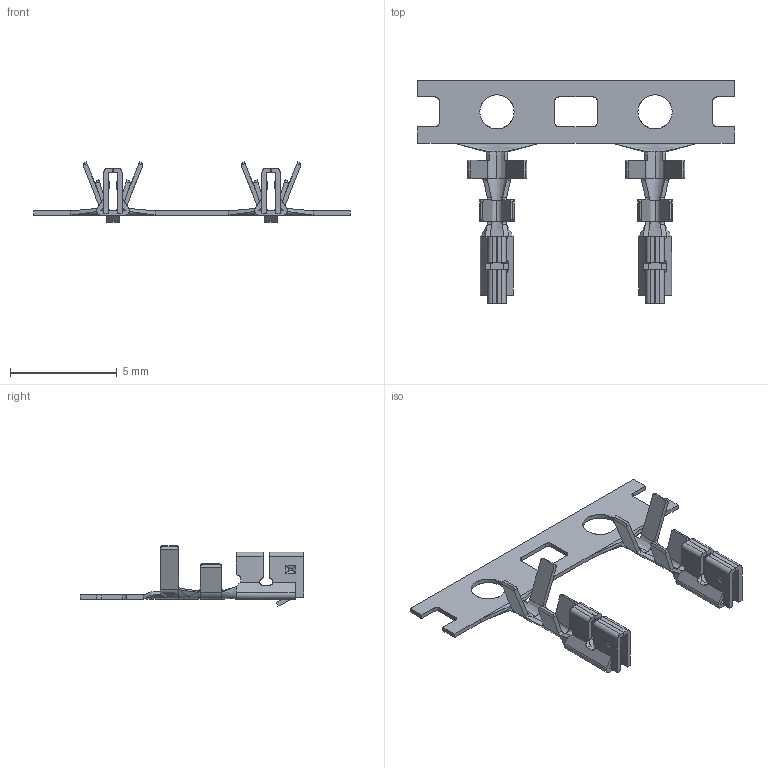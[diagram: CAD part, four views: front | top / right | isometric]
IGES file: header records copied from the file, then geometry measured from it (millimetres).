
Start section: C
Global section: file name: 62400113722.igs; native system:  By UGS Corp.; preprocessor: XPlus GENERIC/IGES 3.0; author: Author; organization: Title; date: 20130418.160441; units: millimetre
Bounding box: 14.8 x 10.45 x 2.83 mm (x, y, z)
Surface area: 216 mm2 (no closed solid volume)
Topology: 0 solids, 0 shells, 371 faces, 2440 edges, 2440 vertices
Faces by surface type: bspline 371
